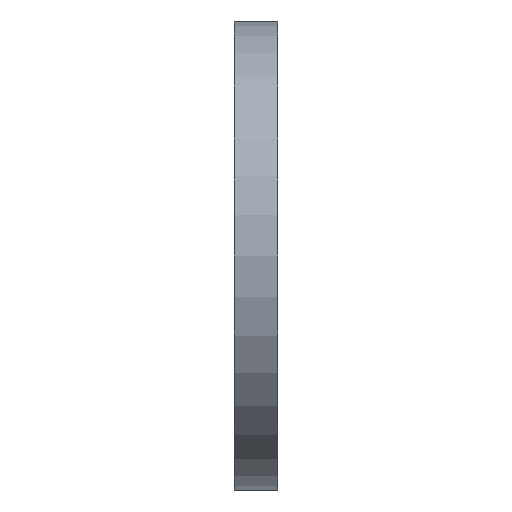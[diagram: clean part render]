
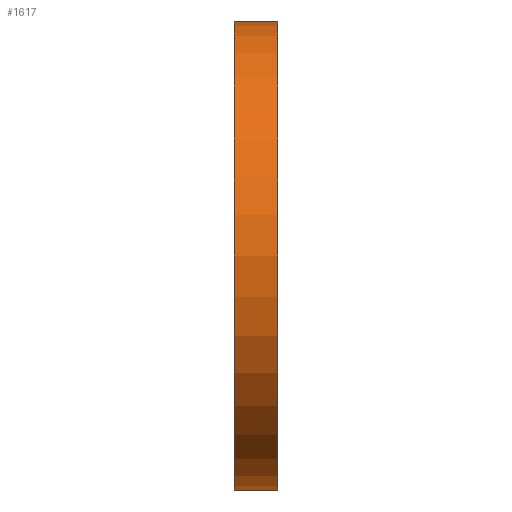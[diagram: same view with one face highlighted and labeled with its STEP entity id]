
A CAD part, left-side view. The second image highlights one B-rep face of the part: STEP entity #1617.
In plain terms, the highlighted cylindrical face has radius 25.4 mm (diameter 50.8 mm), a partial arc.
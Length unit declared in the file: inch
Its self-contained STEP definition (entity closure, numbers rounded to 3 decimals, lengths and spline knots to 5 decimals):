
#358 = ORIENTED_EDGE ( 'NONE', *, *, #2302, .T. ) ;
#395 = EDGE_CURVE ( 'NONE', #1130, #571, #631, .T. ) ;
#442 = LINE ( 'NONE', #1350, #2467 ) ;
#571 = VERTEX_POINT ( 'NONE', #2218 ) ;
#586 = EDGE_CURVE ( 'NONE', #824, #1130, #1611, .T. ) ;
#610 = DIRECTION ( 'NONE',  ( 0., -1., 0. ) ) ;
#631 = LINE ( 'NONE', #972, #2466 ) ;
#655 = ORIENTED_EDGE ( 'NONE', *, *, #395, .F. ) ;
#824 = VERTEX_POINT ( 'NONE', #1091 ) ;
#890 = CARTESIAN_POINT ( 'NONE',  ( 0., 0., 0. ) ) ;
#913 = AXIS2_PLACEMENT_3D ( 'NONE', #1227, #2420, #2233 ) ;
#972 = CARTESIAN_POINT ( 'NONE',  ( 0., 0.1875, 1. ) ) ;
#999 = CARTESIAN_POINT ( 'NONE',  ( 0., 0.1875, 1. ) ) ;
#1004 = CARTESIAN_POINT ( 'NONE',  ( 0., 0., -1. ) ) ;
#1025 = EDGE_CURVE ( 'NONE', #824, #1661, #442, .T. ) ;
#1091 = CARTESIAN_POINT ( 'NONE',  ( 0., 0.1875, -1. ) ) ;
#1130 = VERTEX_POINT ( 'NONE', #999 ) ;
#1227 = CARTESIAN_POINT ( 'NONE',  ( 0., 0.1875, 0. ) ) ;
#1272 = DIRECTION ( 'NONE',  ( 0., 1., 0. ) ) ;
#1350 = CARTESIAN_POINT ( 'NONE',  ( 0., 0.1875, -1. ) ) ;
#1359 = DIRECTION ( 'NONE',  ( 0., -1., 0. ) ) ;
#1611 = CIRCLE ( 'NONE', #913, 1. ) ;
#1617 = ADVANCED_FACE ( 'NONE', ( #2527 ), #1641, .T. ) ;
#1641 = CYLINDRICAL_SURFACE ( 'NONE', #2208, 1. ) ;
#1661 = VERTEX_POINT ( 'NONE', #1004 ) ;
#1674 = DIRECTION ( 'NONE',  ( 0., 0., 1. ) ) ;
#1806 = ORIENTED_EDGE ( 'NONE', *, *, #586, .F. ) ;
#1837 = CARTESIAN_POINT ( 'NONE',  ( 0., 0.1875, 0. ) ) ;
#1896 = DIRECTION ( 'NONE',  ( 0., -1., 0. ) ) ;
#2068 = ORIENTED_EDGE ( 'NONE', *, *, #1025, .T. ) ;
#2208 = AXIS2_PLACEMENT_3D ( 'NONE', #1837, #610, #2446 ) ;
#2218 = CARTESIAN_POINT ( 'NONE',  ( 0., 0., 1. ) ) ;
#2233 = DIRECTION ( 'NONE',  ( 0., 0., 1. ) ) ;
#2252 = EDGE_LOOP ( 'NONE', ( #358, #655, #1806, #2068 ) ) ;
#2302 = EDGE_CURVE ( 'NONE', #1661, #571, #2330, .T. ) ;
#2330 = CIRCLE ( 'NONE', #2503, 1. ) ;
#2420 = DIRECTION ( 'NONE',  ( 0., 1., 0. ) ) ;
#2446 = DIRECTION ( 'NONE',  ( 0., 0., -1. ) ) ;
#2466 = VECTOR ( 'NONE', #1896, 39.37008 ) ;
#2467 = VECTOR ( 'NONE', #1359, 39.37008 ) ;
#2503 = AXIS2_PLACEMENT_3D ( 'NONE', #890, #1272, #1674 ) ;
#2527 = FACE_OUTER_BOUND ( 'NONE', #2252, .T. ) ;
